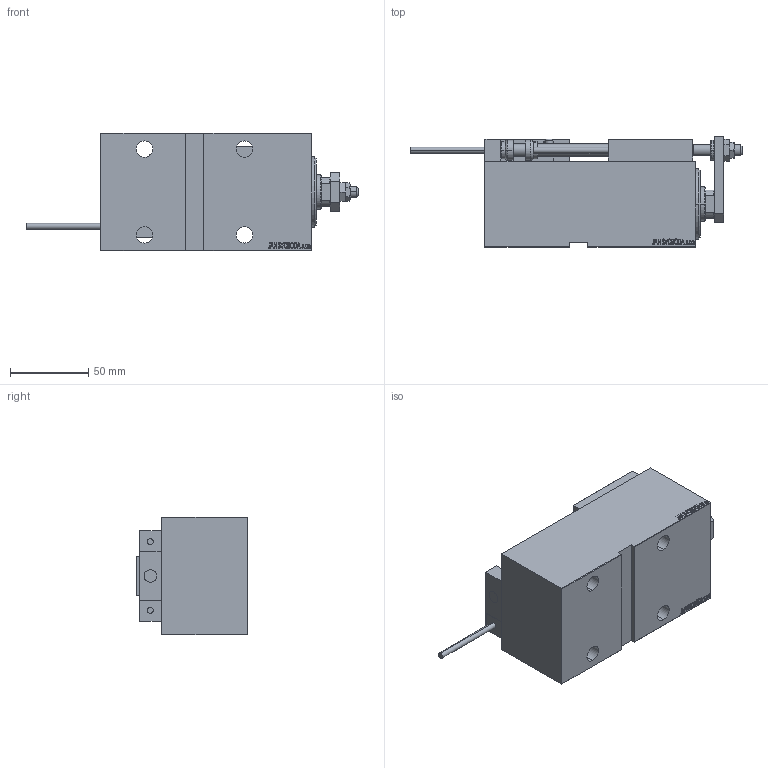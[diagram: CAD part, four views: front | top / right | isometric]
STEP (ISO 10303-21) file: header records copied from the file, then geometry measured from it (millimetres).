
FILE_DESCRIPTION (( 'STEP AP203' ), '1' );
FILE_NAME ('9f4f.STEP', '2021-03-19T01:26:47', ( '' ), ( '' ), 'SwSTEP 2.0', 'SolidWorks 2019', '' );
FILE_SCHEMA (( 'CONFIG_CONTROL_DESIGN' ));
Length unit declared in the file: millimetre
Products named in the file (16): ZARAZKA bc481bf853ce0a66eb58de392a52a65f; NUT_D12 bc481bf853ce0a66eb58de392a52a65f; ALLEN BOLT D8 bc481bf853ce0a66eb58de392a52a65f; SWITCH X bc481bf853ce0a66eb58de392a52a65f; NUT_D10 bc481bf853ce0a66eb58de392a52a65f; SWITCH_X_FRONT_BACK bc481bf853ce0a66eb58de392a52a65f; ALLEN BOLT D5 bc481bf853ce0a66eb58de392a52a65f; TYC_L79 bc481bf853ce0a66eb58de392a52a65f; Block bc481bf853ce0a66eb58de392a52a65f; KONCOVKA bc481bf853ce0a66eb58de392a52a65f; SWITCH DIM B,W bc481bf853ce0a66eb58de392a52a65f; V450CM_E_VCP bc481bf853ce0a66eb58de392a52a65f; V450CM_VC_B bc481bf853ce0a66eb58de392a52a65f; 9f4f; V450CM_E bc481bf853ce0a66eb58de392a52a65f; MAGNET bc481bf853ce0a66eb58de392a52a65f
Assembly tree (25 placements, depth 3):
  9f4f
    V450CM_E bc481bf853ce0a66eb58de392a52a65f
    V450CM_E_VCP bc481bf853ce0a66eb58de392a52a65f
    V450CM_VC_B bc481bf853ce0a66eb58de392a52a65f
    SWITCH X bc481bf853ce0a66eb58de392a52a65f
      SWITCH_X_FRONT_BACK bc481bf853ce0a66eb58de392a52a65f  x2
      TYC_L79 bc481bf853ce0a66eb58de392a52a65f
      Block bc481bf853ce0a66eb58de392a52a65f  x2
      ALLEN BOLT D5 bc481bf853ce0a66eb58de392a52a65f  x4
      ALLEN BOLT D8 bc481bf853ce0a66eb58de392a52a65f  x4
      MAGNET bc481bf853ce0a66eb58de392a52a65f  x2
      KONCOVKA bc481bf853ce0a66eb58de392a52a65f  x2
    SWITCH DIM B,W bc481bf853ce0a66eb58de392a52a65f
    ZARAZKA bc481bf853ce0a66eb58de392a52a65f
    NUT_D10 bc481bf853ce0a66eb58de392a52a65f
    NUT_D12 bc481bf853ce0a66eb58de392a52a65f
Bounding box: 212.7 x 70.5 x 75 mm (x, y, z)
Volume: 545605.7 mm3; surface area: 108563 mm2
Topology: 24 solids, 24 shells, 1277 faces, 3064 edges, 1958 vertices
Faces by surface type: plane 566, bspline 380, cylinder 170, cone 113, torus 44, sphere 4
Entity records: 49601 total; most frequent: CARTESIAN_POINT 25345, ORIENTED_EDGE 5148, DIRECTION 3413, EDGE_CURVE 2574, VERTEX_POINT 1682, VECTOR 1497, LINE 1497, EDGE_LOOP 1180
